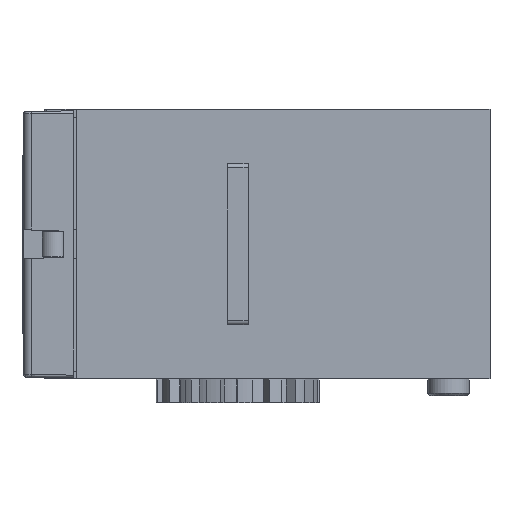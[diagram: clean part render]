
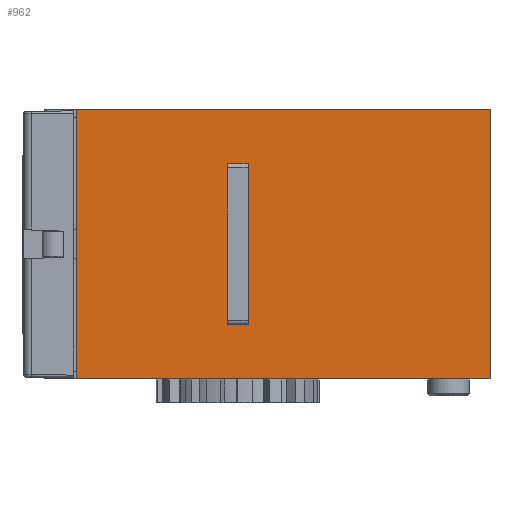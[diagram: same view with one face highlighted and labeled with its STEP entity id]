
A CAD part, left-side view. The second image highlights one B-rep face of the part: STEP entity #962.
In plain terms, the highlighted planar face has unit normal (-1, 0, 0).
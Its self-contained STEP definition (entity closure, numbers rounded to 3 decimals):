
#172 = EDGE_CURVE ( 'NONE', #21862, #20157, #48377, .T. ) ;
#962 = ADVANCED_FACE ( 'NONE', ( #35140, #5507 ), #47345, .T. ) ;
#1194 = CARTESIAN_POINT ( 'NONE',  ( -80., 100.1, 32.6 ) ) ;
#1302 = EDGE_CURVE ( 'NONE', #19865, #13319, #10296, .T. ) ;
#2933 = DIRECTION ( 'NONE',  ( 0., 1., 0. ) ) ;
#3857 = CARTESIAN_POINT ( 'NONE',  ( -80., 100.1, -32.6 ) ) ;
#5276 = CARTESIAN_POINT ( 'NONE',  ( -80., 100.1, -32.6 ) ) ;
#5507 = FACE_BOUND ( 'NONE', #28377, .T. ) ;
#7525 = CARTESIAN_POINT ( 'NONE',  ( -80., 58.5, 14.9 ) ) ;
#8343 = VERTEX_POINT ( 'NONE', #44060 ) ;
#8750 = VECTOR ( 'NONE', #41001, 1000. ) ;
#8819 = LINE ( 'NONE', #45977, #23006 ) ;
#8976 = DIRECTION ( 'NONE',  ( 0., 0., -1. ) ) ;
#9338 = ORIENTED_EDGE ( 'NONE', *, *, #42644, .T. ) ;
#9678 = CARTESIAN_POINT ( 'NONE',  ( -80., 100.1, 0. ) ) ;
#10296 = LINE ( 'NONE', #28199, #22815 ) ;
#11129 = LINE ( 'NONE', #7525, #47044 ) ;
#11504 = CARTESIAN_POINT ( 'NONE',  ( -80., 63.5, -14.9 ) ) ;
#11510 = EDGE_LOOP ( 'NONE', ( #44638, #16041, #23992, #38215 ) ) ;
#12143 = CARTESIAN_POINT ( 'NONE',  ( -80., 58.5, -14.9 ) ) ;
#13319 = VERTEX_POINT ( 'NONE', #11504 ) ;
#13581 = VERTEX_POINT ( 'NONE', #5276 ) ;
#13799 = CARTESIAN_POINT ( 'NONE',  ( -80., 5.95, -217.239 ) ) ;
#14859 = CARTESIAN_POINT ( 'NONE',  ( -80., 0., -217.239 ) ) ;
#15252 = CARTESIAN_POINT ( 'NONE',  ( -80., 63.5, -18.5 ) ) ;
#16041 = ORIENTED_EDGE ( 'NONE', *, *, #45401, .T. ) ;
#17973 = EDGE_CURVE ( 'NONE', #19865, #27976, #8819, .T. ) ;
#18112 = AXIS2_PLACEMENT_3D ( 'NONE', #13799, #28732, #43630 ) ;
#19160 = DIRECTION ( 'NONE',  ( 0., 0., 1. ) ) ;
#19865 = VERTEX_POINT ( 'NONE', #12143 ) ;
#20157 = VERTEX_POINT ( 'NONE', #43306 ) ;
#21362 = DIRECTION ( 'NONE',  ( 0., 1., 0. ) ) ;
#21477 = ORIENTED_EDGE ( 'NONE', *, *, #48291, .T. ) ;
#21555 = LINE ( 'NONE', #36495, #27308 ) ;
#21604 = VERTEX_POINT ( 'NONE', #1194 ) ;
#21862 = VERTEX_POINT ( 'NONE', #30871 ) ;
#22174 = DIRECTION ( 'NONE',  ( 0., -1., 0. ) ) ;
#22360 = EDGE_CURVE ( 'NONE', #21604, #13581, #35658, .T. ) ;
#22815 = VECTOR ( 'NONE', #21362, 1000. ) ;
#23006 = VECTOR ( 'NONE', #37940, 1000. ) ;
#23992 = ORIENTED_EDGE ( 'NONE', *, *, #22360, .T. ) ;
#27308 = VECTOR ( 'NONE', #2933, 1000. ) ;
#27719 = VECTOR ( 'NONE', #8976, 1000. ) ;
#27976 = VERTEX_POINT ( 'NONE', #45896 ) ;
#28199 = CARTESIAN_POINT ( 'NONE',  ( -80., 58.5, -14.9 ) ) ;
#28377 = EDGE_LOOP ( 'NONE', ( #21477, #9338, #32557, #42902 ) ) ;
#28732 = DIRECTION ( 'NONE',  ( -1., 0., 0. ) ) ;
#29141 = VECTOR ( 'NONE', #19160, 1000. ) ;
#29691 = LINE ( 'NONE', #15252, #29141 ) ;
#30281 = DIRECTION ( 'NONE',  ( 0., -1., 0. ) ) ;
#30871 = CARTESIAN_POINT ( 'NONE',  ( -80., 0., -32.6 ) ) ;
#32557 = ORIENTED_EDGE ( 'NONE', *, *, #17973, .F. ) ;
#35140 = FACE_OUTER_BOUND ( 'NONE', #11510, .T. ) ;
#35658 = LINE ( 'NONE', #9678, #27719 ) ;
#36495 = CARTESIAN_POINT ( 'NONE',  ( -80., 96.6, 32.6 ) ) ;
#37940 = DIRECTION ( 'NONE',  ( 0., 0., 1. ) ) ;
#38215 = ORIENTED_EDGE ( 'NONE', *, *, #41423, .T. ) ;
#41001 = DIRECTION ( 'NONE',  ( 0., 0., 1. ) ) ;
#41423 = EDGE_CURVE ( 'NONE', #13581, #21862, #48395, .T. ) ;
#42644 = EDGE_CURVE ( 'NONE', #8343, #27976, #11129, .T. ) ;
#42902 = ORIENTED_EDGE ( 'NONE', *, *, #1302, .T. ) ;
#43306 = CARTESIAN_POINT ( 'NONE',  ( -80., 0., 32.6 ) ) ;
#43630 = DIRECTION ( 'NONE',  ( 0., 0., 1. ) ) ;
#44060 = CARTESIAN_POINT ( 'NONE',  ( -80., 63.5, 14.9 ) ) ;
#44638 = ORIENTED_EDGE ( 'NONE', *, *, #172, .T. ) ;
#45401 = EDGE_CURVE ( 'NONE', #20157, #21604, #21555, .T. ) ;
#45896 = CARTESIAN_POINT ( 'NONE',  ( -80., 58.5, 14.9 ) ) ;
#45977 = CARTESIAN_POINT ( 'NONE',  ( -80., 58.5, -18.5 ) ) ;
#47016 = VECTOR ( 'NONE', #30281, 1000. ) ;
#47044 = VECTOR ( 'NONE', #22174, 1000. ) ;
#47345 = PLANE ( 'NONE',  #18112 ) ;
#48291 = EDGE_CURVE ( 'NONE', #13319, #8343, #29691, .T. ) ;
#48377 = LINE ( 'NONE', #14859, #8750 ) ;
#48395 = LINE ( 'NONE', #3857, #47016 ) ;
